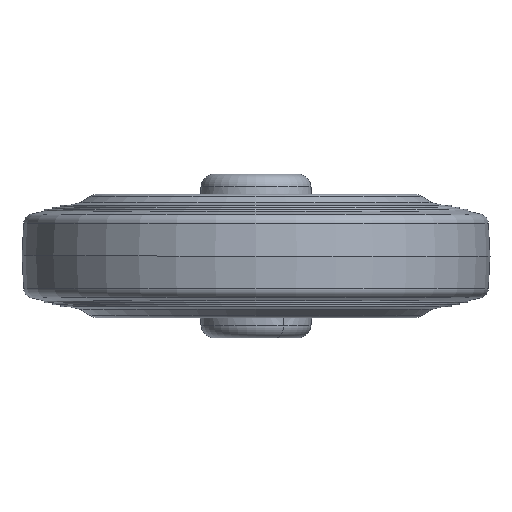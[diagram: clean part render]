
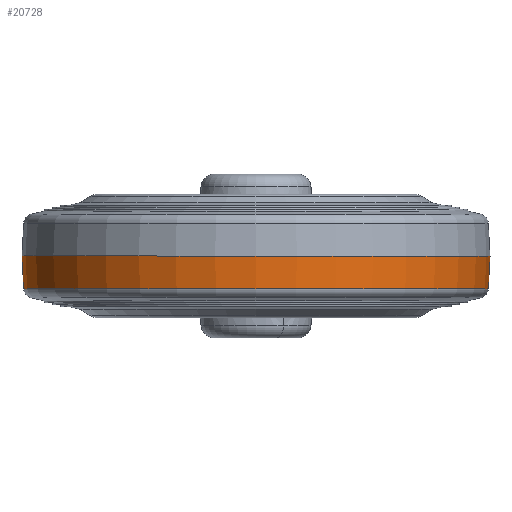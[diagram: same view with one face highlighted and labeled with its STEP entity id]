
A CAD part, front view. The second image highlights one B-rep face of the part: STEP entity #20728.
In plain terms, the highlighted conical face has half-angle 2.963 degrees and reference radius 70 mm.
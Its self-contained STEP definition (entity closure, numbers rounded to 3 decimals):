
#452 = ORIENTED_EDGE ( 'NONE', *, *, #3398, .T. ) ;
#500 = CONICAL_SURFACE ( 'NONE', #14705, 70., 0.052 ) ;
#842 = ORIENTED_EDGE ( 'NONE', *, *, #23501, .F. ) ;
#1506 = ORIENTED_EDGE ( 'NONE', *, *, #13712, .T. ) ;
#1905 = DIRECTION ( 'NONE',  ( -1., 0., 0. ) ) ;
#3398 = EDGE_CURVE ( 'NONE', #15498, #7030, #16680, .T. ) ;
#3913 = CARTESIAN_POINT ( 'NONE',  ( 69.496, 0., -10.737 ) ) ;
#4020 = AXIS2_PLACEMENT_3D ( 'NONE', #21544, #21803, #15771 ) ;
#4075 = CARTESIAN_POINT ( 'NONE',  ( -69.496, 0., -10.737 ) ) ;
#4585 = CIRCLE ( 'NONE', #14738, 69.496 ) ;
#4918 = CARTESIAN_POINT ( 'NONE',  ( 0., 0., -1. ) ) ;
#7030 = VERTEX_POINT ( 'NONE', #13699 ) ;
#7409 = DIRECTION ( 'NONE',  ( -1., 0., 0. ) ) ;
#9201 = FACE_OUTER_BOUND ( 'NONE', #24971, .T. ) ;
#9429 = CARTESIAN_POINT ( 'NONE',  ( 70., 0., -1. ) ) ;
#10314 = VERTEX_POINT ( 'NONE', #3913 ) ;
#10603 = VECTOR ( 'NONE', #15407, 1000. ) ;
#11168 = CARTESIAN_POINT ( 'NONE',  ( 0., 0., -10.737 ) ) ;
#11199 = LINE ( 'NONE', #9429, #16698 ) ;
#13373 = DIRECTION ( 'NONE',  ( 0., 0., 1. ) ) ;
#13699 = CARTESIAN_POINT ( 'NONE',  ( -70., 0., -1. ) ) ;
#13712 = EDGE_CURVE ( 'NONE', #10314, #15498, #11199, .T. ) ;
#14697 = CARTESIAN_POINT ( 'NONE',  ( 70., 0., -1. ) ) ;
#14705 = AXIS2_PLACEMENT_3D ( 'NONE', #4918, #13373, #7409 ) ;
#14738 = AXIS2_PLACEMENT_3D ( 'NONE', #11168, #19607, #1905 ) ;
#15407 = DIRECTION ( 'NONE',  ( -0.052, 0., 0.999 ) ) ;
#15498 = VERTEX_POINT ( 'NONE', #14697 ) ;
#15771 = DIRECTION ( 'NONE',  ( -1., 0., 0. ) ) ;
#16680 = CIRCLE ( 'NONE', #4020, 70. ) ;
#16698 = VECTOR ( 'NONE', #17197, 1000. ) ;
#17197 = DIRECTION ( 'NONE',  ( 0.052, 0., 0.999 ) ) ;
#19526 = EDGE_CURVE ( 'NONE', #20882, #7030, #25176, .T. ) ;
#19607 = DIRECTION ( 'NONE',  ( 0., 0., -1. ) ) ;
#20127 = ORIENTED_EDGE ( 'NONE', *, *, #19526, .F. ) ;
#20728 = ADVANCED_FACE ( 'NONE', ( #9201 ), #500, .T. ) ;
#20882 = VERTEX_POINT ( 'NONE', #4075 ) ;
#21056 = CARTESIAN_POINT ( 'NONE',  ( -70., 0., -1. ) ) ;
#21544 = CARTESIAN_POINT ( 'NONE',  ( 0., 0., -1. ) ) ;
#21803 = DIRECTION ( 'NONE',  ( 0., 0., -1. ) ) ;
#23501 = EDGE_CURVE ( 'NONE', #10314, #20882, #4585, .T. ) ;
#24971 = EDGE_LOOP ( 'NONE', ( #842, #1506, #452, #20127 ) ) ;
#25176 = LINE ( 'NONE', #21056, #10603 ) ;
